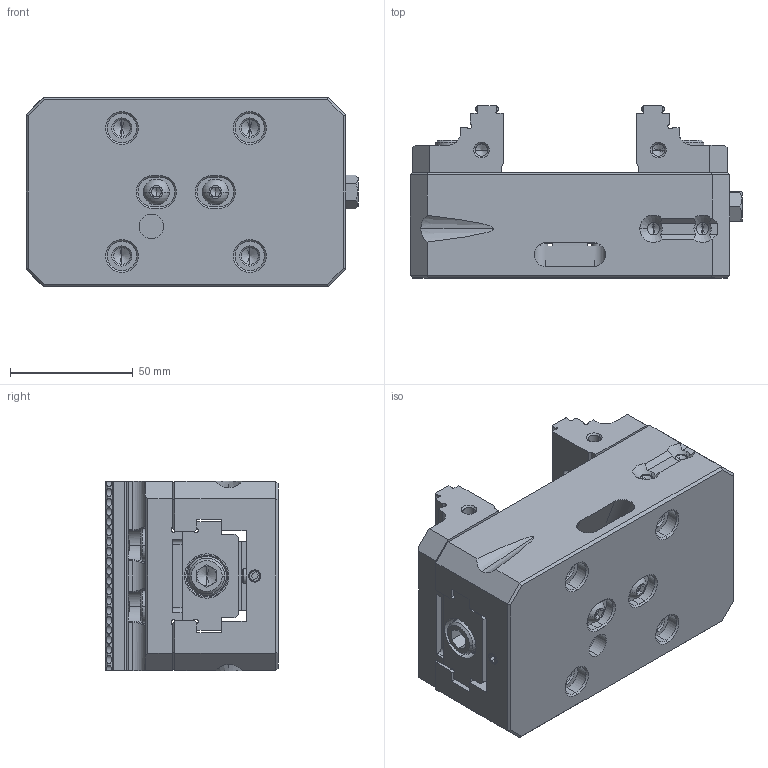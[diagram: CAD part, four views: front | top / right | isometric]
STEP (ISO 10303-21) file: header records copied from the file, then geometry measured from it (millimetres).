
FILE_DESCRIPTION (( 'STEP AP214' ), '1' );
FILE_NAME ('ASC-77X130S-¤WÂê2¤äÁ³µ·.STEP', '2022-07-19T00:55:08', ( '' ), ( '' ), 'SwSTEP 2.0', 'SolidWorks 2013', '' );
FILE_SCHEMA (( 'AUTOMOTIVE_DESIGN' ));
Length unit declared in the file: millimetre
Products named in the file (1): ASC-77X130S-上鎖2支螺絲
Bounding box: 135 x 70 x 77 mm (x, y, z)
Volume: 425931.1 mm3; surface area: 118379.7 mm2
Topology: 16 solids, 16 shells, 1073 faces, 2810 edges, 1768 vertices
Faces by surface type: plane 467, cylinder 400, cone 164, torus 20, bspline 14, sphere 8
Entity records: 50790 total; most frequent: CARTESIAN_POINT 13270, ORIENTED_EDGE 5524, DIRECTION 5146, EDGE_CURVE 2762, VERTEX_POINT 1768, AXIS2_PLACEMENT_3D 1764, VECTOR 1618, LINE 1618
